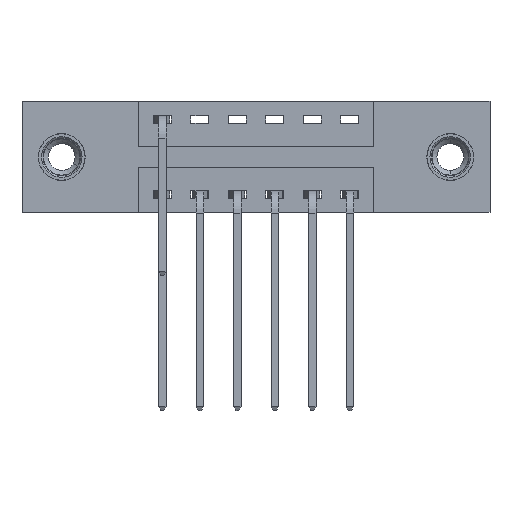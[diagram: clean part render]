
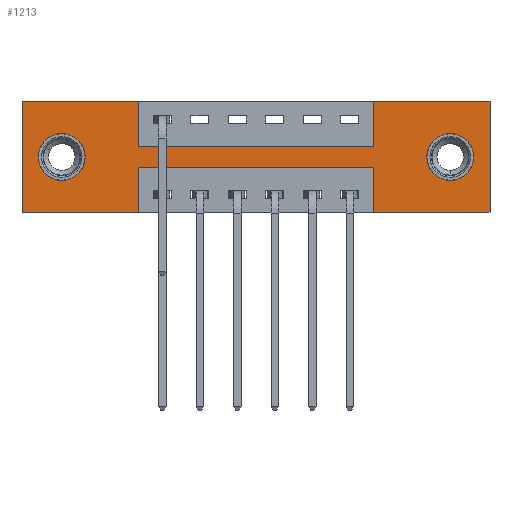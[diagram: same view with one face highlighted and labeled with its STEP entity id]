
A CAD part, front view. The second image highlights one B-rep face of the part: STEP entity #1213.
In plain terms, the highlighted planar face has unit normal (0, -1, 0).
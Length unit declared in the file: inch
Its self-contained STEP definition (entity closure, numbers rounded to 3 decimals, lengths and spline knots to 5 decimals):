
#258 = EDGE_CURVE ( 'NONE', #7288, #11292, #9710, .T. ) ;
#298 = CARTESIAN_POINT ( 'NONE',  ( 1.1725, 0., 0. ) ) ;
#357 = VERTEX_POINT ( 'NONE', #3102 ) ;
#418 = CIRCLE ( 'NONE', #612, 0.078 ) ;
#437 = DIRECTION ( 'NONE',  ( 1., 0., 0. ) ) ;
#470 = CARTESIAN_POINT ( 'NONE',  ( 0.1325, 0., -0.185 ) ) ;
#514 = DIRECTION ( 'NONE',  ( 0., 0., -1. ) ) ;
#612 = AXIS2_PLACEMENT_3D ( 'NONE', #11213, #5937, #514 ) ;
#810 = CARTESIAN_POINT ( 'NONE',  ( 1.4275, 0., -0.107 ) ) ;
#844 = EDGE_LOOP ( 'NONE', ( #6200, #8539, #4136, #6485, #11156, #1981, #4407, #6769, #2835, #5496, #7877, #3421 ) ) ;
#863 = VECTOR ( 'NONE', #6911, 39.37008 ) ;
#1039 = VERTEX_POINT ( 'NONE', #7541 ) ;
#1201 = VERTEX_POINT ( 'NONE', #5087 ) ;
#1213 = ADVANCED_FACE ( 'NONE', ( #10650, #4175, #10921 ), #11236, .T. ) ;
#1258 = CARTESIAN_POINT ( 'NONE',  ( 0., 0., -0.37 ) ) ;
#1268 = CARTESIAN_POINT ( 'NONE',  ( 1.4275, 0., -0.185 ) ) ;
#1376 = DIRECTION ( 'NONE',  ( 0., 0., 1. ) ) ;
#1379 = ORIENTED_EDGE ( 'NONE', *, *, #2526, .T. ) ;
#1491 = DIRECTION ( 'NONE',  ( 0., 0., 1. ) ) ;
#1600 = LINE ( 'NONE', #3051, #4068 ) ;
#1688 = VERTEX_POINT ( 'NONE', #8272 ) ;
#1691 = LINE ( 'NONE', #298, #8553 ) ;
#1845 = CARTESIAN_POINT ( 'NONE',  ( 0., 0., 0. ) ) ;
#1915 = LINE ( 'NONE', #11148, #11375 ) ;
#1981 = ORIENTED_EDGE ( 'NONE', *, *, #7539, .F. ) ;
#2143 = DIRECTION ( 'NONE',  ( -1., 0., 0. ) ) ;
#2190 = VERTEX_POINT ( 'NONE', #1845 ) ;
#2212 = DIRECTION ( 'NONE',  ( 0., 0., -1. ) ) ;
#2324 = VECTOR ( 'NONE', #5702, 39.37008 ) ;
#2329 = VECTOR ( 'NONE', #10783, 39.37008 ) ;
#2392 = DIRECTION ( 'NONE',  ( 0., -1., 0. ) ) ;
#2400 = VECTOR ( 'NONE', #1491, 39.37008 ) ;
#2526 = EDGE_CURVE ( 'NONE', #8516, #10652, #4144, .T. ) ;
#2750 = VERTEX_POINT ( 'NONE', #9711 ) ;
#2767 = LINE ( 'NONE', #4027, #7270 ) ;
#2835 = ORIENTED_EDGE ( 'NONE', *, *, #5234, .F. ) ;
#2890 = VECTOR ( 'NONE', #8259, 39.37008 ) ;
#2894 = CARTESIAN_POINT ( 'NONE',  ( 0.1325, 0., -0.107 ) ) ;
#3013 = CARTESIAN_POINT ( 'NONE',  ( 1.56, 0., 0. ) ) ;
#3044 = EDGE_CURVE ( 'NONE', #11292, #4644, #10614, .T. ) ;
#3051 = CARTESIAN_POINT ( 'NONE',  ( 1.1725, 0., -0.37 ) ) ;
#3102 = CARTESIAN_POINT ( 'NONE',  ( 1.56, 0., 0. ) ) ;
#3153 = EDGE_CURVE ( 'NONE', #4644, #2190, #9782, .T. ) ;
#3201 = DIRECTION ( 'NONE',  ( 0., 1., 0. ) ) ;
#3421 = ORIENTED_EDGE ( 'NONE', *, *, #3044, .F. ) ;
#3550 = ORIENTED_EDGE ( 'NONE', *, *, #9597, .T. ) ;
#3847 = CARTESIAN_POINT ( 'NONE',  ( 0., 0., 0. ) ) ;
#3977 = DIRECTION ( 'NONE',  ( 0., 0., 1. ) ) ;
#4027 = CARTESIAN_POINT ( 'NONE',  ( 0.3875, 0., 0. ) ) ;
#4068 = VECTOR ( 'NONE', #3977, 39.37008 ) ;
#4136 = ORIENTED_EDGE ( 'NONE', *, *, #5816, .F. ) ;
#4144 = CIRCLE ( 'NONE', #10946, 0.078 ) ;
#4175 = FACE_BOUND ( 'NONE', #9758, .T. ) ;
#4266 = VERTEX_POINT ( 'NONE', #6000 ) ;
#4306 = VERTEX_POINT ( 'NONE', #11360 ) ;
#4407 = ORIENTED_EDGE ( 'NONE', *, *, #10114, .F. ) ;
#4451 = VERTEX_POINT ( 'NONE', #810 ) ;
#4520 = AXIS2_PLACEMENT_3D ( 'NONE', #7763, #2392, #8621 ) ;
#4644 = VERTEX_POINT ( 'NONE', #11088 ) ;
#4745 = VECTOR ( 'NONE', #2143, 39.37008 ) ;
#4916 = DIRECTION ( 'NONE',  ( 0., 0., -1. ) ) ;
#5087 = CARTESIAN_POINT ( 'NONE',  ( 1.56, 0., -0.37 ) ) ;
#5193 = EDGE_LOOP ( 'NONE', ( #8002, #3550 ) ) ;
#5234 = EDGE_CURVE ( 'NONE', #6732, #2750, #2767, .T. ) ;
#5236 = EDGE_CURVE ( 'NONE', #4451, #8110, #9589, .T. ) ;
#5302 = EDGE_CURVE ( 'NONE', #2750, #4266, #1915, .T. ) ;
#5496 = ORIENTED_EDGE ( 'NONE', *, *, #8402, .F. ) ;
#5702 = DIRECTION ( 'NONE',  ( 0., 0., -1. ) ) ;
#5816 = EDGE_CURVE ( 'NONE', #4306, #1039, #1600, .T. ) ;
#5916 = ORIENTED_EDGE ( 'NONE', *, *, #10199, .T. ) ;
#5937 = DIRECTION ( 'NONE',  ( 0., 1., 0. ) ) ;
#5997 = CARTESIAN_POINT ( 'NONE',  ( 0., 0., 0. ) ) ;
#6000 = CARTESIAN_POINT ( 'NONE',  ( 1.1725, 0., -0.15 ) ) ;
#6150 = CARTESIAN_POINT ( 'NONE',  ( 0.3875, 0., 0. ) ) ;
#6200 = ORIENTED_EDGE ( 'NONE', *, *, #258, .F. ) ;
#6485 = ORIENTED_EDGE ( 'NONE', *, *, #11331, .F. ) ;
#6640 = DIRECTION ( 'NONE',  ( 0., 0., 1. ) ) ;
#6718 = DIRECTION ( 'NONE',  ( -1., 0., 0. ) ) ;
#6732 = VERTEX_POINT ( 'NONE', #6150 ) ;
#6769 = ORIENTED_EDGE ( 'NONE', *, *, #5302, .F. ) ;
#6804 = DIRECTION ( 'NONE',  ( 0., 1., 0. ) ) ;
#6911 = DIRECTION ( 'NONE',  ( 1., 0., 0. ) ) ;
#7055 = CARTESIAN_POINT ( 'NONE',  ( 0.3875, 0., -0.22 ) ) ;
#7065 = CARTESIAN_POINT ( 'NONE',  ( 0.1325, 0., -0.263 ) ) ;
#7270 = VECTOR ( 'NONE', #4916, 39.37008 ) ;
#7288 = VERTEX_POINT ( 'NONE', #7055 ) ;
#7305 = VECTOR ( 'NONE', #11105, 39.37008 ) ;
#7380 = LINE ( 'NONE', #3013, #2324 ) ;
#7539 = EDGE_CURVE ( 'NONE', #1688, #357, #7660, .T. ) ;
#7541 = CARTESIAN_POINT ( 'NONE',  ( 1.1725, 0., -0.22 ) ) ;
#7587 = EDGE_CURVE ( 'NONE', #357, #1201, #7380, .T. ) ;
#7597 = DIRECTION ( 'NONE',  ( 0., 1., 0. ) ) ;
#7660 = LINE ( 'NONE', #3847, #2890 ) ;
#7753 = CIRCLE ( 'NONE', #11171, 0.078 ) ;
#7763 = CARTESIAN_POINT ( 'NONE',  ( 0., 0., -0.37 ) ) ;
#7796 = LINE ( 'NONE', #11275, #863 ) ;
#7877 = ORIENTED_EDGE ( 'NONE', *, *, #3153, .F. ) ;
#8002 = ORIENTED_EDGE ( 'NONE', *, *, #5236, .T. ) ;
#8110 = VERTEX_POINT ( 'NONE', #9038 ) ;
#8255 = EDGE_CURVE ( 'NONE', #1039, #7288, #9980, .T. ) ;
#8259 = DIRECTION ( 'NONE',  ( 1., 0., 0. ) ) ;
#8272 = CARTESIAN_POINT ( 'NONE',  ( 1.1725, 0., 0. ) ) ;
#8395 = CARTESIAN_POINT ( 'NONE',  ( 0.3875, 0., -0.22 ) ) ;
#8402 = EDGE_CURVE ( 'NONE', #2190, #6732, #7796, .T. ) ;
#8510 = CARTESIAN_POINT ( 'NONE',  ( 0.1325, 0., -0.185 ) ) ;
#8516 = VERTEX_POINT ( 'NONE', #7065 ) ;
#8539 = ORIENTED_EDGE ( 'NONE', *, *, #8255, .F. ) ;
#8553 = VECTOR ( 'NONE', #6640, 39.37008 ) ;
#8621 = DIRECTION ( 'NONE',  ( 0., 0., -1. ) ) ;
#9038 = CARTESIAN_POINT ( 'NONE',  ( 1.4275, 0., -0.263 ) ) ;
#9297 = CARTESIAN_POINT ( 'NONE',  ( 0.3875, 0., -0.37 ) ) ;
#9393 = DIRECTION ( 'NONE',  ( 0., 0., 1. ) ) ;
#9436 = AXIS2_PLACEMENT_3D ( 'NONE', #1268, #7597, #2212 ) ;
#9589 = CIRCLE ( 'NONE', #9436, 0.078 ) ;
#9597 = EDGE_CURVE ( 'NONE', #8110, #4451, #418, .T. ) ;
#9629 = LINE ( 'NONE', #1258, #7305 ) ;
#9710 = LINE ( 'NONE', #11294, #2329 ) ;
#9711 = CARTESIAN_POINT ( 'NONE',  ( 0.3875, 0., -0.15 ) ) ;
#9758 = EDGE_LOOP ( 'NONE', ( #5916, #1379 ) ) ;
#9782 = LINE ( 'NONE', #5997, #2400 ) ;
#9980 = LINE ( 'NONE', #8395, #4745 ) ;
#10114 = EDGE_CURVE ( 'NONE', #4266, #1688, #1691, .T. ) ;
#10199 = EDGE_CURVE ( 'NONE', #10652, #8516, #7753, .T. ) ;
#10614 = LINE ( 'NONE', #11131, #10881 ) ;
#10650 = FACE_BOUND ( 'NONE', #5193, .T. ) ;
#10652 = VERTEX_POINT ( 'NONE', #2894 ) ;
#10783 = DIRECTION ( 'NONE',  ( 0., 0., -1. ) ) ;
#10881 = VECTOR ( 'NONE', #6718, 39.37008 ) ;
#10921 = FACE_OUTER_BOUND ( 'NONE', #844, .T. ) ;
#10946 = AXIS2_PLACEMENT_3D ( 'NONE', #470, #6804, #1376 ) ;
#11088 = CARTESIAN_POINT ( 'NONE',  ( 0., 0., -0.37 ) ) ;
#11105 = DIRECTION ( 'NONE',  ( -1., 0., 0. ) ) ;
#11131 = CARTESIAN_POINT ( 'NONE',  ( 0., 0., -0.37 ) ) ;
#11148 = CARTESIAN_POINT ( 'NONE',  ( 0.3875, 0., -0.15 ) ) ;
#11156 = ORIENTED_EDGE ( 'NONE', *, *, #7587, .F. ) ;
#11171 = AXIS2_PLACEMENT_3D ( 'NONE', #8510, #3201, #9393 ) ;
#11213 = CARTESIAN_POINT ( 'NONE',  ( 1.4275, 0., -0.185 ) ) ;
#11236 = PLANE ( 'NONE',  #4520 ) ;
#11275 = CARTESIAN_POINT ( 'NONE',  ( 0., 0., 0. ) ) ;
#11292 = VERTEX_POINT ( 'NONE', #9297 ) ;
#11294 = CARTESIAN_POINT ( 'NONE',  ( 0.3875, 0., -0.37 ) ) ;
#11331 = EDGE_CURVE ( 'NONE', #1201, #4306, #9629, .T. ) ;
#11360 = CARTESIAN_POINT ( 'NONE',  ( 1.1725, 0., -0.37 ) ) ;
#11375 = VECTOR ( 'NONE', #437, 39.37008 ) ;
